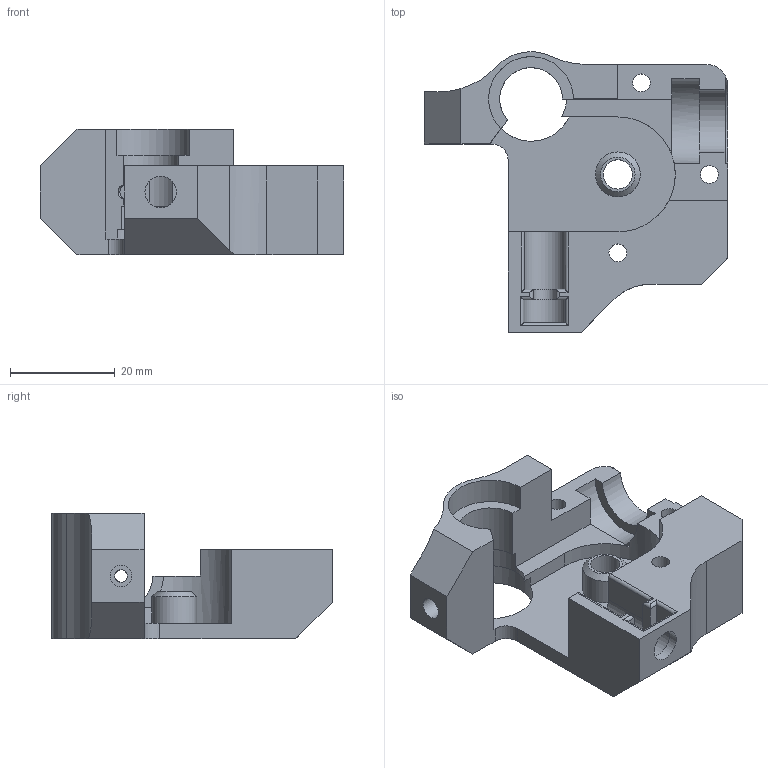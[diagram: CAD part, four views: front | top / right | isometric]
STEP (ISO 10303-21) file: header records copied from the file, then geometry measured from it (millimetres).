
FILE_DESCRIPTION(('FreeCAD Model'),'2;1');
FILE_NAME('Drakon_1.75_Body.step','2018-09-06T07:08:38',('Author'),(''), 'Open CASCADE STEP processor 6.8','FreeCAD','Unknown');
FILE_SCHEMA(('AUTOMOTIVE_DESIGN_CC2 { 1 2 10303 214 -1 1 5 4 }'));
Length unit declared in the file: millimetre
Products named in the file (2): ASSEMBLY; Body_-_Bottom_Bearing_Seat_-_Add_Space_for_long_Grubscrews
Assembly tree (1 placements, depth 2):
  ASSEMBLY
    Body_-_Bottom_Bearing_Seat_-_Add_Space_for_long_Grubscrews
Bounding box: 58 x 53.65 x 24 mm (x, y, z)
Volume: 20317 mm3; surface area: 10159.9 mm2
Topology: 1 solids, 1 shells, 91 faces, 253 edges, 165 vertices
Faces by surface type: plane 52, cylinder 37, cone 2
Full cylindrical faces by diameter (mm): 2.4 x1, 3.4 x3, 4.15 x1, 5.6 x1, 6 x1, 8.6 x1, 16.1 x1
Entity records: 7330 total; most frequent: CARTESIAN_POINT 2470, DIRECTION 846, ORIENTED_EDGE 506, PCURVE 506, DEFINITIONAL_REPRESENTATION 506, LINE 488, VECTOR 488, EDGE_CURVE 253
